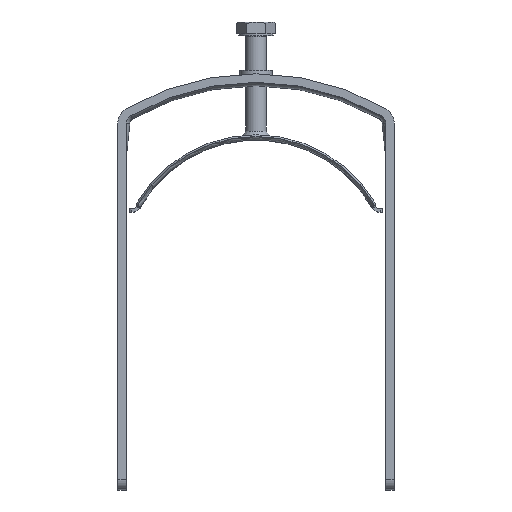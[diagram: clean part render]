
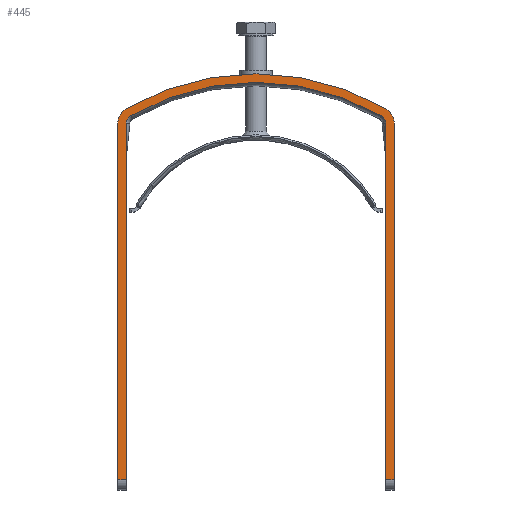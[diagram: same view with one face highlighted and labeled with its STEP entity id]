
A CAD part, top view. The second image highlights one B-rep face of the part: STEP entity #445.
In plain terms, the highlighted face is planar.
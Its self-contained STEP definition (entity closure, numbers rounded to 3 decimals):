
#63 = CIRCLE ( 'NONE', #4116, 73.5 ) ;
#67 = CIRCLE ( 'NONE', #4114, 5. ) ;
#70 = CIRCLE ( 'NONE', #4113, 2.5 ) ;
#77 = CIRCLE ( 'NONE', #4111, 2.5 ) ;
#101 = VECTOR ( 'NONE', #3199, 1000. ) ;
#102 = CIRCLE ( 'NONE', #4110, 5. ) ;
#103 = VECTOR ( 'NONE', #3197, 1000. ) ;
#104 = LINE ( 'NONE', #3196, #103 ) ;
#105 = LINE ( 'NONE', #3198, #101 ) ;
#445 = ADVANCED_FACE ( 'NONE', ( #1256 ), #1796, .F. ) ;
#689 = EDGE_CURVE ( 'NONE', #3628, #3627, #5469, .T. ) ;
#690 = EDGE_CURVE ( 'NONE', #3630, #3628, #5482, .T. ) ;
#691 = EDGE_CURVE ( 'NONE', #3623, #3621, #5467, .T. ) ;
#692 = EDGE_CURVE ( 'NONE', #3619, #3631, #5549, .T. ) ;
#700 = EDGE_CURVE ( 'NONE', #3693, #3621, #5539, .T. ) ;
#717 = EDGE_CURVE ( 'NONE', #3634, #3693, #104, .T. ) ;
#718 = EDGE_CURVE ( 'NONE', #3630, #3620, #105, .T. ) ;
#719 = EDGE_CURVE ( 'NONE', #3631, #3623, #102, .T. ) ;
#728 = EDGE_CURVE ( 'NONE', #3627, #3632, #77, .T. ) ;
#732 = EDGE_CURVE ( 'NONE', #3633, #3634, #70, .T. ) ;
#733 = EDGE_CURVE ( 'NONE', #3620, #3619, #67, .T. ) ;
#736 = EDGE_CURVE ( 'NONE', #3632, #3633, #63, .T. ) ;
#859 = AXIS2_PLACEMENT_3D ( 'NONE', #1795, #1799, #1800 ) ;
#1256 = FACE_OUTER_BOUND ( 'NONE', #3471, .T. ) ;
#1795 = CARTESIAN_POINT ( 'NONE',  ( 35.5, 14.512, -12.5 ) ) ;
#1796 = PLANE ( 'NONE',  #859 ) ;
#1799 = DIRECTION ( 'NONE',  ( 0., 0., 1. ) ) ;
#1800 = DIRECTION ( 'NONE',  ( 1., 0., 0. ) ) ;
#3116 = CARTESIAN_POINT ( 'NONE',  ( -38., 125., -12.5 ) ) ;
#3117 = DIRECTION ( 'NONE',  ( 0., -1., 0. ) ) ;
#3125 = CARTESIAN_POINT ( 'NONE',  ( -40.556, 119., -12.5 ) ) ;
#3130 = DIRECTION ( 'NONE',  ( 1., 0., 0. ) ) ;
#3131 = CARTESIAN_POINT ( 'NONE',  ( 40.5, 125., -12.5 ) ) ;
#3133 = DIRECTION ( 'NONE',  ( 0., 1., 0. ) ) ;
#3136 = CARTESIAN_POINT ( 'NONE',  ( 0., 76., -12.5 ) ) ;
#3137 = DIRECTION ( 'NONE',  ( 0., 0., 1. ) ) ;
#3138 = DIRECTION ( 'NONE',  ( 1., 0., 0. ) ) ;
#3151 = CARTESIAN_POINT ( 'NONE',  ( -40.556, 119., -12.5 ) ) ;
#3155 = DIRECTION ( 'NONE',  ( 1., 0., 0. ) ) ;
#3196 = CARTESIAN_POINT ( 'NONE',  ( 38., 125., -12.5 ) ) ;
#3197 = DIRECTION ( 'NONE',  ( 0., 1., 0. ) ) ;
#3198 = CARTESIAN_POINT ( 'NONE',  ( -40.5, 125., -12.5 ) ) ;
#3199 = DIRECTION ( 'NONE',  ( 0., -1., 0. ) ) ;
#3202 = CARTESIAN_POINT ( 'NONE',  ( 35.5, 14.512, -12.5 ) ) ;
#3203 = DIRECTION ( 'NONE',  ( 0., 0., 1. ) ) ;
#3204 = DIRECTION ( 'NONE',  ( 1., 0., 0. ) ) ;
#3223 = CARTESIAN_POINT ( 'NONE',  ( -35.5, 14.512, -12.5 ) ) ;
#3224 = DIRECTION ( 'NONE',  ( 0., 0., 1. ) ) ;
#3225 = DIRECTION ( 'NONE',  ( 1., 0., 0. ) ) ;
#3233 = CARTESIAN_POINT ( 'NONE',  ( 35.5, 14.512, -12.5 ) ) ;
#3234 = DIRECTION ( 'NONE',  ( 0., 0., 1. ) ) ;
#3235 = DIRECTION ( 'NONE',  ( 1., 0., 0. ) ) ;
#3238 = CARTESIAN_POINT ( 'NONE',  ( -35.5, 14.512, -12.5 ) ) ;
#3239 = DIRECTION ( 'NONE',  ( 0., 0., 1. ) ) ;
#3240 = DIRECTION ( 'NONE',  ( -1., 0., 0. ) ) ;
#3244 = CARTESIAN_POINT ( 'NONE',  ( 0., 76., -12.5 ) ) ;
#3245 = DIRECTION ( 'NONE',  ( 0., 0., 1. ) ) ;
#3246 = DIRECTION ( 'NONE',  ( 1., 0., 0. ) ) ;
#3471 = EDGE_LOOP ( 'NONE', ( #5263, #5304, #5416, #5338, #5302, #5262, #5462, #5417, #5337, #5301, #5261, #5423 ) ) ;
#3619 = VERTEX_POINT ( 'NONE', #5044 ) ;
#3620 = VERTEX_POINT ( 'NONE', #5045 ) ;
#3621 = VERTEX_POINT ( 'NONE', #5046 ) ;
#3623 = VERTEX_POINT ( 'NONE', #5048 ) ;
#3627 = VERTEX_POINT ( 'NONE', #5052 ) ;
#3628 = VERTEX_POINT ( 'NONE', #5053 ) ;
#3630 = VERTEX_POINT ( 'NONE', #5055 ) ;
#3631 = VERTEX_POINT ( 'NONE', #5056 ) ;
#3632 = VERTEX_POINT ( 'NONE', #5057 ) ;
#3633 = VERTEX_POINT ( 'NONE', #5058 ) ;
#3634 = VERTEX_POINT ( 'NONE', #5059 ) ;
#3693 = VERTEX_POINT ( 'NONE', #5116 ) ;
#4102 = AXIS2_PLACEMENT_3D ( 'NONE', #3136, #3137, #3138 ) ;
#4110 = AXIS2_PLACEMENT_3D ( 'NONE', #3202, #3203, #3204 ) ;
#4111 = AXIS2_PLACEMENT_3D ( 'NONE', #3223, #3224, #3225 ) ;
#4113 = AXIS2_PLACEMENT_3D ( 'NONE', #3233, #3234, #3235 ) ;
#4114 = AXIS2_PLACEMENT_3D ( 'NONE', #3238, #3239, #3240 ) ;
#4116 = AXIS2_PLACEMENT_3D ( 'NONE', #3244, #3245, #3246 ) ;
#5044 = CARTESIAN_POINT ( 'NONE',  ( -38., 10.182, -12.5 ) ) ;
#5045 = CARTESIAN_POINT ( 'NONE',  ( -40.5, 14.512, -12.5 ) ) ;
#5046 = CARTESIAN_POINT ( 'NONE',  ( 40.5, 119., -12.5 ) ) ;
#5048 = CARTESIAN_POINT ( 'NONE',  ( 40.5, 14.512, -12.5 ) ) ;
#5052 = CARTESIAN_POINT ( 'NONE',  ( -38., 14.512, -12.5 ) ) ;
#5053 = CARTESIAN_POINT ( 'NONE',  ( -38., 119., -12.5 ) ) ;
#5055 = CARTESIAN_POINT ( 'NONE',  ( -40.5, 119., -12.5 ) ) ;
#5056 = CARTESIAN_POINT ( 'NONE',  ( 38., 10.182, -12.5 ) ) ;
#5057 = CARTESIAN_POINT ( 'NONE',  ( -36.75, 12.347, -12.5 ) ) ;
#5058 = CARTESIAN_POINT ( 'NONE',  ( 36.75, 12.347, -12.5 ) ) ;
#5059 = CARTESIAN_POINT ( 'NONE',  ( 38., 14.512, -12.5 ) ) ;
#5116 = CARTESIAN_POINT ( 'NONE',  ( 38., 119., -12.5 ) ) ;
#5261 = ORIENTED_EDGE ( 'NONE', *, *, #732, .T. ) ;
#5262 = ORIENTED_EDGE ( 'NONE', *, *, #718, .F. ) ;
#5263 = ORIENTED_EDGE ( 'NONE', *, *, #700, .T. ) ;
#5301 = ORIENTED_EDGE ( 'NONE', *, *, #736, .T. ) ;
#5302 = ORIENTED_EDGE ( 'NONE', *, *, #733, .F. ) ;
#5304 = ORIENTED_EDGE ( 'NONE', *, *, #691, .F. ) ;
#5337 = ORIENTED_EDGE ( 'NONE', *, *, #728, .T. ) ;
#5338 = ORIENTED_EDGE ( 'NONE', *, *, #692, .F. ) ;
#5416 = ORIENTED_EDGE ( 'NONE', *, *, #719, .F. ) ;
#5417 = ORIENTED_EDGE ( 'NONE', *, *, #689, .T. ) ;
#5423 = ORIENTED_EDGE ( 'NONE', *, *, #717, .T. ) ;
#5462 = ORIENTED_EDGE ( 'NONE', *, *, #690, .T. ) ;
#5466 = VECTOR ( 'NONE', #3130, 1000. ) ;
#5467 = LINE ( 'NONE', #3131, #5551 ) ;
#5468 = VECTOR ( 'NONE', #3117, 1000. ) ;
#5469 = LINE ( 'NONE', #3116, #5468 ) ;
#5482 = LINE ( 'NONE', #3125, #5466 ) ;
#5537 = VECTOR ( 'NONE', #3155, 1000. ) ;
#5539 = LINE ( 'NONE', #3151, #5537 ) ;
#5549 = CIRCLE ( 'NONE', #4102, 76. ) ;
#5551 = VECTOR ( 'NONE', #3133, 1000. ) ;
